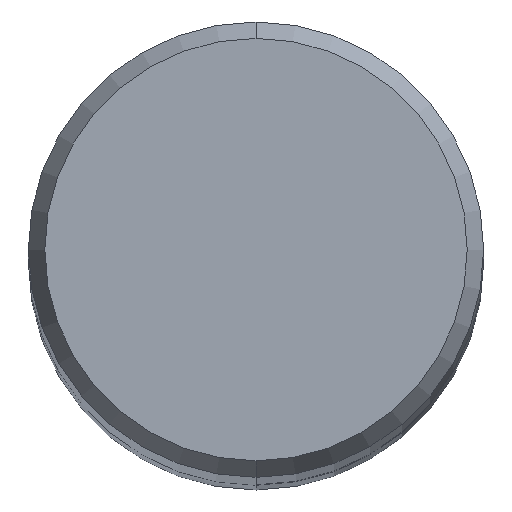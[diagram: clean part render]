
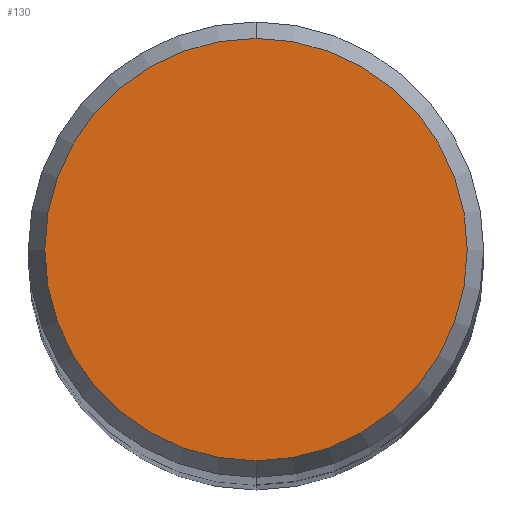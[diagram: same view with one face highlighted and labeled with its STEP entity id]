
A CAD part, top view. The second image highlights one B-rep face of the part: STEP entity #130.
In plain terms, the highlighted planar face has unit normal (0, 0, 1).
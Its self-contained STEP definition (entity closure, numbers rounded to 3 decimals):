
#110=EDGE_CURVE('',#154,#140,#237,.T.);
#114=EDGE_CURVE('',#140,#154,#241,.T.);
#130=ADVANCED_FACE('',(#258),#259,.T.);
#140=VERTEX_POINT('',#270);
#154=VERTEX_POINT('',#285);
#237=CIRCLE('',#371,2.946);
#241=CIRCLE('',#376,2.946);
#258=FACE_OUTER_BOUND('',#398,.T.);
#259=PLANE('',#399);
#270=CARTESIAN_POINT('',(0.,-2.946,0.01));
#285=CARTESIAN_POINT('',(0.0,2.946,0.01));
#371=AXIS2_PLACEMENT_3D('',#519,#520,#521);
#376=AXIS2_PLACEMENT_3D('',#522,#523,#524);
#398=EDGE_LOOP('',(#544,#545));
#399=AXIS2_PLACEMENT_3D('',#546,#547,#548);
#519=CARTESIAN_POINT('',(0.0,0.0,0.01));
#520=DIRECTION('',(0.0,0.0,-1.0));
#521=DIRECTION('',(0.0,1.0,0.0));
#522=CARTESIAN_POINT('',(0.0,0.0,0.01));
#523=DIRECTION('',(0.0,0.0,-1.0));
#524=DIRECTION('',(0.0,1.0,0.0));
#544=ORIENTED_EDGE('',*,*,#110,.F.);
#545=ORIENTED_EDGE('',*,*,#114,.F.);
#546=CARTESIAN_POINT('',(0.0,1.473,0.01));
#547=DIRECTION('',(-0.0,0.0,1.0));
#548=DIRECTION('',(0.0,-1.0,0.0));
